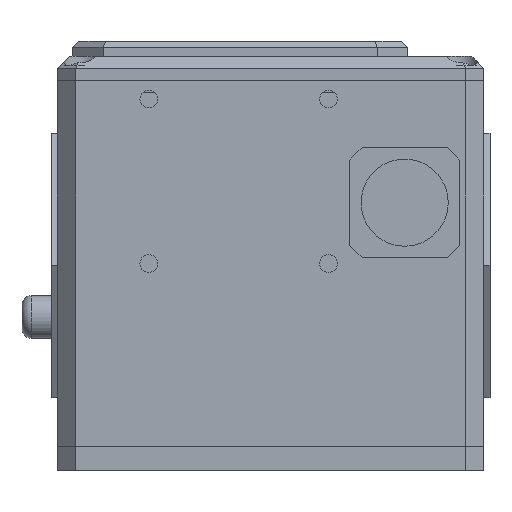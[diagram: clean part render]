
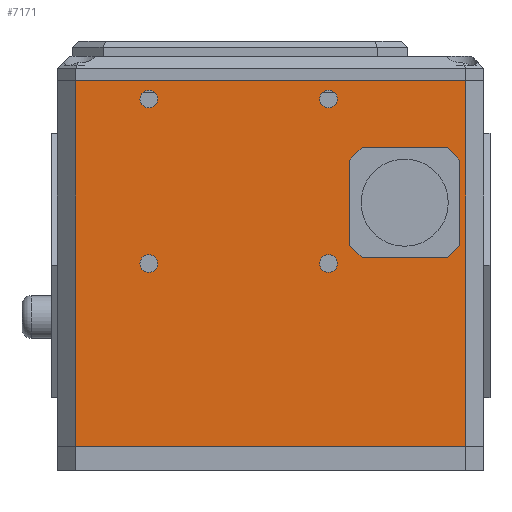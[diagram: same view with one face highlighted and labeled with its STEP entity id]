
A CAD part, front view. The second image highlights one B-rep face of the part: STEP entity #7171.
In plain terms, the highlighted planar face has unit normal (0, -1, 0).
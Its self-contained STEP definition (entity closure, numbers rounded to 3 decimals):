
#5428=CARTESIAN_POINT('',(117.,-61.5,0.5));
#5429=VERTEX_POINT('',#5428);
#5436=CARTESIAN_POINT('',(53.,-61.5,0.5));
#5437=VERTEX_POINT('',#5436);
#5438=CARTESIAN_POINT('',(53.,-61.5,0.5));
#5439=DIRECTION('',(1.,0.,-0.));
#5440=VECTOR('',#5439,64.);
#5441=LINE('',#5438,#5440);
#5442=EDGE_CURVE('',#5437,#5429,#5441,.T.);
#7069=CARTESIAN_POINT('',(117.,-61.5,60.5));
#7070=VERTEX_POINT('',#7069);
#7077=CARTESIAN_POINT('',(117.,-61.5,60.5));
#7078=DIRECTION('',(-0.,-0.,-1.));
#7079=VECTOR('',#7078,60.);
#7080=LINE('',#7077,#7079);
#7081=EDGE_CURVE('',#7070,#5429,#7080,.T.);
#7093=CARTESIAN_POINT('',(50.,-61.5,0.5));
#7094=DIRECTION('',(0.,-1.,0.));
#7095=DIRECTION('',(1.,0.,0.));
#7096=AXIS2_PLACEMENT_3D('',#7093,#7094,#7095);
#7097=PLANE('',#7096);
#7098=ORIENTED_EDGE('',*,*,#7081,.F.);
#7099=CARTESIAN_POINT('',(53.,-61.5,60.5));
#7100=VERTEX_POINT('',#7099);
#7101=CARTESIAN_POINT('',(53.,-61.5,60.5));
#7102=DIRECTION('',(1.,0.,-0.));
#7103=VECTOR('',#7102,64.);
#7104=LINE('',#7101,#7103);
#7105=EDGE_CURVE('',#7100,#7070,#7104,.T.);
#7106=ORIENTED_EDGE('',*,*,#7105,.F.);
#7107=CARTESIAN_POINT('',(53.,-61.5,0.5));
#7108=DIRECTION('',(0.,0.,1.));
#7109=VECTOR('',#7108,60.);
#7110=LINE('',#7107,#7109);
#7111=EDGE_CURVE('',#5437,#7100,#7110,.T.);
#7112=ORIENTED_EDGE('',*,*,#7111,.F.);
#7113=ORIENTED_EDGE('',*,*,#5442,.T.);
#7114=EDGE_LOOP('',(#7098,#7106,#7112,#7113));
#7115=FACE_BOUND('',#7114,.T.);
#7116=CARTESIAN_POINT('',(115.5,-61.5,40.5));
#7117=VERTEX_POINT('',#7116);
#7118=CARTESIAN_POINT('',(107.,-61.5,40.5));
#7119=DIRECTION('',(-0.,1.,-0.));
#7120=DIRECTION('',(1.,0.,-0.));
#7121=AXIS2_PLACEMENT_3D('',#7118,#7119,#7120);
#7122=CIRCLE('',#7121,8.5);
#7123=EDGE_CURVE('',#7117,#7117,#7122,.T.);
#7124=ORIENTED_EDGE('',*,*,#7123,.T.);
#7125=EDGE_LOOP('',(#7124));
#7126=FACE_BOUND('',#7125,.T.);
#7127=CARTESIAN_POINT('',(63.55,-61.5,30.5));
#7128=VERTEX_POINT('',#7127);
#7129=CARTESIAN_POINT('',(65.,-61.5,30.5));
#7130=DIRECTION('',(-0.,1.,-0.));
#7131=DIRECTION('',(-1.,-0.,0.));
#7132=AXIS2_PLACEMENT_3D('',#7129,#7130,#7131);
#7133=CIRCLE('',#7132,1.45);
#7134=EDGE_CURVE('',#7128,#7128,#7133,.T.);
#7135=ORIENTED_EDGE('',*,*,#7134,.T.);
#7136=EDGE_LOOP('',(#7135));
#7137=FACE_BOUND('',#7136,.T.);
#7138=CARTESIAN_POINT('',(93.05,-61.5,30.5));
#7139=VERTEX_POINT('',#7138);
#7140=CARTESIAN_POINT('',(94.5,-61.5,30.5));
#7141=DIRECTION('',(-0.,1.,-0.));
#7142=DIRECTION('',(-1.,-0.,0.));
#7143=AXIS2_PLACEMENT_3D('',#7140,#7141,#7142);
#7144=CIRCLE('',#7143,1.45);
#7145=EDGE_CURVE('',#7139,#7139,#7144,.T.);
#7146=ORIENTED_EDGE('',*,*,#7145,.T.);
#7147=EDGE_LOOP('',(#7146));
#7148=FACE_BOUND('',#7147,.T.);
#7149=CARTESIAN_POINT('',(93.05,-61.5,57.5));
#7150=VERTEX_POINT('',#7149);
#7151=CARTESIAN_POINT('',(94.5,-61.5,57.5));
#7152=DIRECTION('',(-0.,1.,-0.));
#7153=DIRECTION('',(-1.,-0.,0.));
#7154=AXIS2_PLACEMENT_3D('',#7151,#7152,#7153);
#7155=CIRCLE('',#7154,1.45);
#7156=EDGE_CURVE('',#7150,#7150,#7155,.T.);
#7157=ORIENTED_EDGE('',*,*,#7156,.T.);
#7158=EDGE_LOOP('',(#7157));
#7159=FACE_BOUND('',#7158,.T.);
#7160=CARTESIAN_POINT('',(63.55,-61.5,57.5));
#7161=VERTEX_POINT('',#7160);
#7162=CARTESIAN_POINT('',(65.,-61.5,57.5));
#7163=DIRECTION('',(-0.,1.,-0.));
#7164=DIRECTION('',(-1.,-0.,0.));
#7165=AXIS2_PLACEMENT_3D('',#7162,#7163,#7164);
#7166=CIRCLE('',#7165,1.45);
#7167=EDGE_CURVE('',#7161,#7161,#7166,.T.);
#7168=ORIENTED_EDGE('',*,*,#7167,.T.);
#7169=EDGE_LOOP('',(#7168));
#7170=FACE_BOUND('',#7169,.T.);
#7171=ADVANCED_FACE('',(#7115,#7126,#7137,#7148,#7159,#7170),#7097,.T.);
